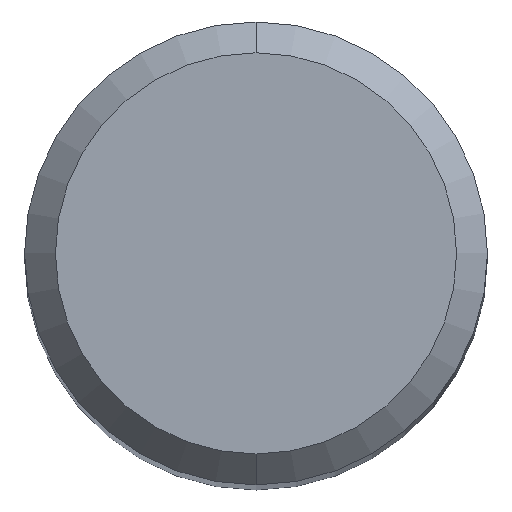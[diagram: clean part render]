
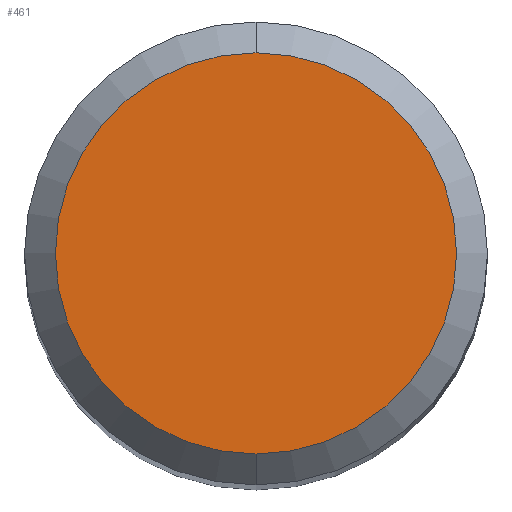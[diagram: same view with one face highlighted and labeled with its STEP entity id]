
A CAD part, top view. The second image highlights one B-rep face of the part: STEP entity #461.
In plain terms, the highlighted planar face has unit normal (0, 0, 1).
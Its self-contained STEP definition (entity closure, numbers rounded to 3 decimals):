
#355=VERTEX_POINT('',#695);
#407=EDGE_CURVE('',#355,#453,#750,.T.);
#419=EDGE_CURVE('',#453,#355,#762,.T.);
#453=VERTEX_POINT('',#798);
#461=ADVANCED_FACE('',(#807),#808,.T.);
#695=CARTESIAN_POINT('',(0.,-2.6,0.0));
#750=CIRCLE('',#1352,2.6);
#762=CIRCLE('',#1376,2.6);
#798=CARTESIAN_POINT('',(0.0,2.6,0.0));
#807=FACE_OUTER_BOUND('',#1458,.T.);
#808=PLANE('',#1459);
#1352=AXIS2_PLACEMENT_3D('',#1783,#1784,#1785);
#1376=AXIS2_PLACEMENT_3D('',#1796,#1797,#1798);
#1458=EDGE_LOOP('',(#1831,#1832));
#1459=AXIS2_PLACEMENT_3D('',#1833,#1834,#1835);
#1783=CARTESIAN_POINT('',(0.0,0.0,0.0));
#1784=DIRECTION('',(0.0,0.0,-1.0));
#1785=DIRECTION('',(0.0,1.0,0.0));
#1796=CARTESIAN_POINT('',(0.0,0.0,0.0));
#1797=DIRECTION('',(0.0,0.0,-1.0));
#1798=DIRECTION('',(0.0,1.0,0.0));
#1831=ORIENTED_EDGE('',*,*,#419,.F.);
#1832=ORIENTED_EDGE('',*,*,#407,.F.);
#1833=CARTESIAN_POINT('',(0.0,1.3,0.0));
#1834=DIRECTION('',(-0.0,0.0,1.0));
#1835=DIRECTION('',(0.0,-1.0,0.0));
